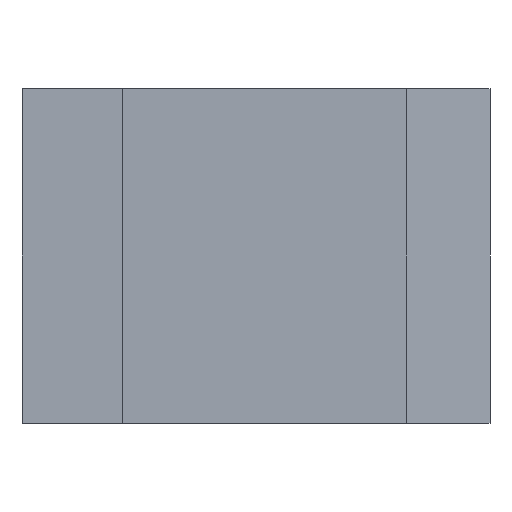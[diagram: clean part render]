
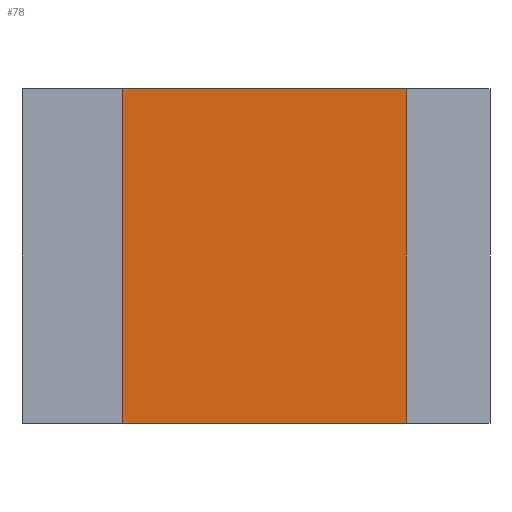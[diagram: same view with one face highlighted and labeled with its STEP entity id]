
A CAD part, left-side view. The second image highlights one B-rep face of the part: STEP entity #78.
In plain terms, the highlighted planar face has unit normal (-1, 0, 0).
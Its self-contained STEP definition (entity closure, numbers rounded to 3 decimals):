
#78 = ADVANCED_FACE( '', ( #161 ), #162, .F. );
#161 = FACE_OUTER_BOUND( '', #238, .T. );
#162 = PLANE( '', #239 );
#238 = EDGE_LOOP( '', ( #405, #406, #407, #408 ) );
#239 = AXIS2_PLACEMENT_3D( '', #409, #410, #411 );
#405 = ORIENTED_EDGE( '', *, *, #460, .T. );
#406 = ORIENTED_EDGE( '', *, *, #486, .F. );
#407 = ORIENTED_EDGE( '', *, *, #490, .F. );
#408 = ORIENTED_EDGE( '', *, *, #433, .T. );
#409 = CARTESIAN_POINT( '', ( -15., 22., 20. ) );
#410 = DIRECTION( '', ( 1., 0., 0. ) );
#411 = DIRECTION( '', ( 0., 0., -1. ) );
#433 = EDGE_CURVE( '', #508, #506, #509, .T. );
#460 = EDGE_CURVE( '', #506, #552, #554, .T. );
#486 = EDGE_CURVE( '', #588, #552, #590, .T. );
#490 = EDGE_CURVE( '', #508, #588, #594, .T. );
#506 = VERTEX_POINT( '', #614 );
#508 = VERTEX_POINT( '', #617 );
#509 = LINE( '', #618, #619 );
#552 = VERTEX_POINT( '', #734 );
#554 = LINE( '', #737, #738 );
#588 = VERTEX_POINT( '', #784 );
#590 = LINE( '', #787, #788 );
#594 = LINE( '', #793, #794 );
#614 = CARTESIAN_POINT( '', ( -15., 22., 0. ) );
#617 = CARTESIAN_POINT( '', ( -15., 22., 20. ) );
#618 = CARTESIAN_POINT( '', ( -15., 22., 20. ) );
#619 = VECTOR( '', #805, 1000. );
#734 = CARTESIAN_POINT( '', ( -15., 5., 0. ) );
#737 = CARTESIAN_POINT( '', ( -15., 22., 0. ) );
#738 = VECTOR( '', #837, 1000. );
#784 = CARTESIAN_POINT( '', ( -15., 5., 20. ) );
#787 = CARTESIAN_POINT( '', ( -15., 5., 20. ) );
#788 = VECTOR( '', #860, 1000. );
#793 = CARTESIAN_POINT( '', ( -15., 22., 20. ) );
#794 = VECTOR( '', #862, 1000. );
#805 = DIRECTION( '', ( 0., 0., -1. ) );
#837 = DIRECTION( '', ( 0., -1., 0. ) );
#860 = DIRECTION( '', ( 0., 0., -1. ) );
#862 = DIRECTION( '', ( 0., -1., 0. ) );
